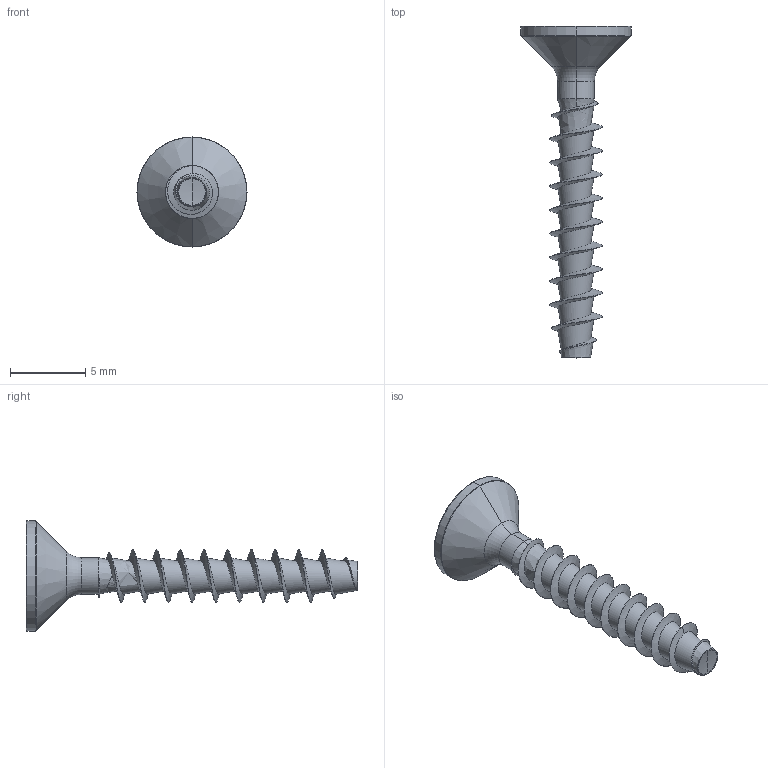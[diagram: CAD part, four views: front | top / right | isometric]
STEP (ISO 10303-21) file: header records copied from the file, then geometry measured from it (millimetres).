
FILE_DESCRIPTION (( 'STEP AP203' ), '1' );
FILE_NAME ('STP33A0350220.STEP', '2017-11-16T20:04:48', ( '' ), ( '' ), 'SwSTEP 2.0', 'SolidWorks 2015', '' );
FILE_SCHEMA (( 'CONFIG_CONTROL_DESIGN' ));
Length unit declared in the file: millimetre
Products named in the file (1): STP33A0350220
Bounding box: 7.3 x 22 x 7.3 mm (x, y, z)
Volume: 152.4 mm3; surface area: 357.6 mm2
Topology: 1 solids, 1 shells, 158 faces, 347 edges, 191 vertices
Faces by surface type: bspline 48, cylinder 45, sphere 26, plane 22, cone 11, torus 6
Entity records: 16994 total; most frequent: CARTESIAN_POINT 13822, ORIENTED_EDGE 690, DIRECTION 594, EDGE_CURVE 345, AXIS2_PLACEMENT_3D 247, VERTEX_POINT 191, EDGE_LOOP 160, ADVANCED_FACE 158
